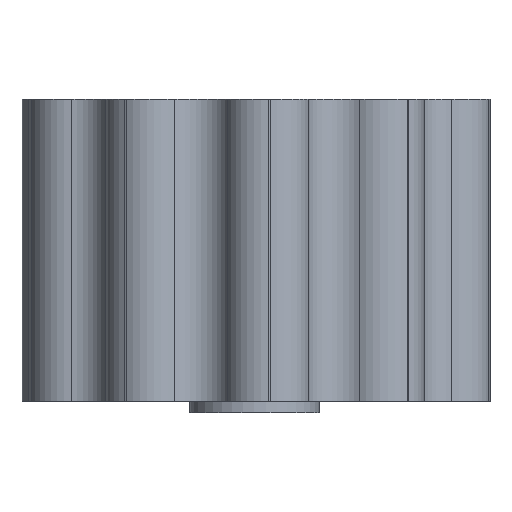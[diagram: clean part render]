
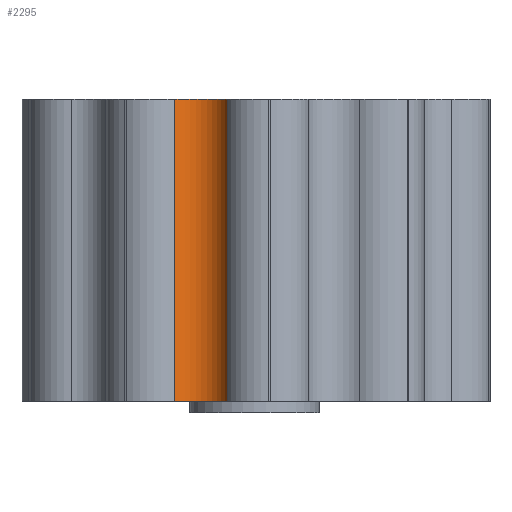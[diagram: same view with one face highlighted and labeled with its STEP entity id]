
A CAD part, left-side view. The second image highlights one B-rep face of the part: STEP entity #2295.
In plain terms, the highlighted cylindrical face has radius 1.649 mm (diameter 3.297 mm), a partial arc.
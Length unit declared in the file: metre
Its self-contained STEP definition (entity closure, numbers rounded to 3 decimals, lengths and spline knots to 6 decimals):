
#93=CYLINDRICAL_SURFACE('',#2572,0.001649);
#189=CIRCLE('',#2455,0.001649);
#262=CIRCLE('',#2533,0.001649);
#595=ORIENTED_EDGE('',*,*,#1197,.T.);
#596=ORIENTED_EDGE('',*,*,#1157,.F.);
#597=ORIENTED_EDGE('',*,*,#1196,.T.);
#598=ORIENTED_EDGE('',*,*,#1013,.T.);
#1013=EDGE_CURVE('',#1368,#1367,#189,.T.);
#1157=EDGE_CURVE('',#1509,#1510,#262,.T.);
#1196=EDGE_CURVE('',#1509,#1368,#1651,.T.);
#1197=EDGE_CURVE('',#1367,#1510,#1652,.F.);
#1367=VERTEX_POINT('',#3278);
#1368=VERTEX_POINT('',#3280);
#1509=VERTEX_POINT('',#3641);
#1510=VERTEX_POINT('',#3643);
#1651=LINE('',#3718,#1835);
#1652=LINE('',#3720,#1836);
#1835=VECTOR('',#2966,1.);
#1836=VECTOR('',#2969,1.);
#1989=EDGE_LOOP('',(#595,#596,#597,#598));
#2124=FACE_BOUND('',#1989,.T.);
#2295=ADVANCED_FACE('',(#2124),#93,.F.);
#2455=AXIS2_PLACEMENT_3D('',#3279,#2666,#2667);
#2533=AXIS2_PLACEMENT_3D('',#3642,#2857,#2858);
#2572=AXIS2_PLACEMENT_3D('',#3722,#2971,#2972);
#2666=DIRECTION('',(0.,0.,1.));
#2667=DIRECTION('',(1.,0.,0.));
#2857=DIRECTION('',(0.,0.,1.));
#2858=DIRECTION('',(1.,0.,0.));
#2966=DIRECTION('',(0.,0.,1.));
#2969=DIRECTION('',(0.,0.,1.));
#2971=DIRECTION('',(0.,0.,1.));
#2972=DIRECTION('',(1.,0.,0.));
#3278=CARTESIAN_POINT('',(0.015064,0.032544,0.02864));
#3279=CARTESIAN_POINT('',(0.013728,0.031578,0.02864));
#3280=CARTESIAN_POINT('',(0.014411,0.030077,0.02864));
#3641=CARTESIAN_POINT('',(0.014411,0.030077,0.014619));
#3642=CARTESIAN_POINT('',(0.013728,0.031578,0.014619));
#3643=CARTESIAN_POINT('',(0.015064,0.032544,0.014619));
#3718=CARTESIAN_POINT('',(0.014411,0.030077,0.013349));
#3720=CARTESIAN_POINT('',(0.015064,0.032544,0.013349));
#3722=CARTESIAN_POINT('',(0.013728,0.031578,0.013349));
